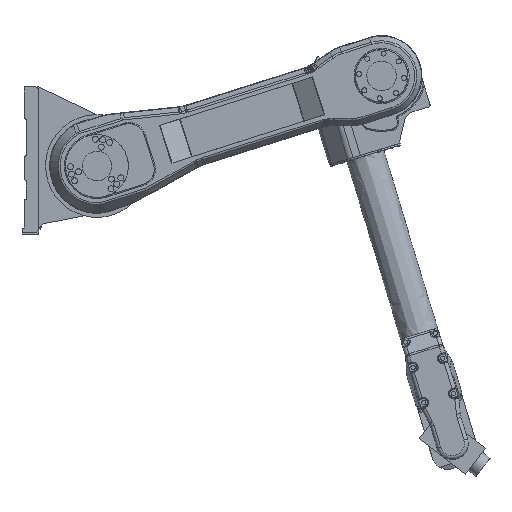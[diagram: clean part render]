
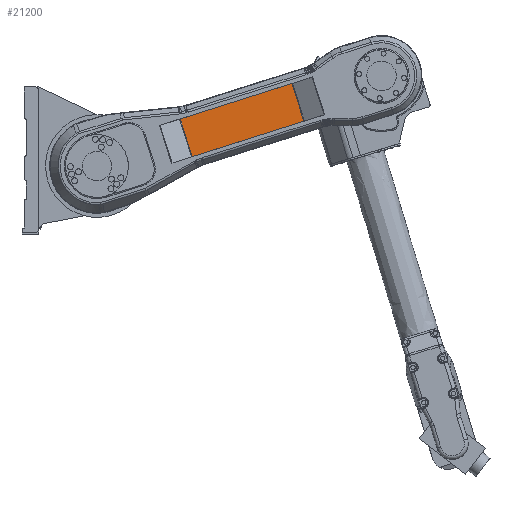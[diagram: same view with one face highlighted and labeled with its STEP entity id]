
A CAD part, left-side view. The second image highlights one B-rep face of the part: STEP entity #21200.
In plain terms, the highlighted free-form (B-spline) face has degree [1, 1] with [2, 2] control points.
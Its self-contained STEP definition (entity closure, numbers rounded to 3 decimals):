
#20928 = VERTEX_POINT('',#20929);
#20929 = CARTESIAN_POINT('',(3107.826,-787.304,
    -3063.833));
#20935 = EDGE_CURVE('',#20928,#20936,#20938,.T.);
#20936 = VERTEX_POINT('',#20937);
#20937 = CARTESIAN_POINT('',(3107.826,-472.36,
    -3163.454));
#20938 = B_SPLINE_CURVE_WITH_KNOTS('',1,(#20939,#20940),.UNSPECIFIED.,
  .F.,.F.,(2,2),(0.,302.392),.PIECEWISE_BEZIER_KNOTS.);
#20939 = CARTESIAN_POINT('',(3107.826,-787.304,
    -3063.833));
#20940 = CARTESIAN_POINT('',(3107.826,-472.36,
    -3163.454));
#21031 = VERTEX_POINT('',#21032);
#21032 = CARTESIAN_POINT('',(3107.826,-438.742,
    -3057.174));
#21038 = EDGE_CURVE('',#21039,#21031,#21041,.T.);
#21039 = VERTEX_POINT('',#21040);
#21040 = CARTESIAN_POINT('',(3107.826,-753.686,
    -2957.553));
#21041 = B_SPLINE_CURVE_WITH_KNOTS('',1,(#21042,#21043),.UNSPECIFIED.,
  .F.,.F.,(2,2),(0.,302.392),.PIECEWISE_BEZIER_KNOTS.);
#21042 = CARTESIAN_POINT('',(3107.826,-753.686,
    -2957.553));
#21043 = CARTESIAN_POINT('',(3107.826,-438.742,
    -3057.174));
#21188 = EDGE_CURVE('',#20928,#21039,#21189,.T.);
#21189 = B_SPLINE_CURVE_WITH_KNOTS('',1,(#21190,#21191),.UNSPECIFIED.,
  .F.,.F.,(2,2),(0.,102.045),.PIECEWISE_BEZIER_KNOTS.);
#21190 = CARTESIAN_POINT('',(3107.826,-787.304,
    -3063.833));
#21191 = CARTESIAN_POINT('',(3107.826,-753.686,
    -2957.553));
#21200 = ADVANCED_FACE('',(#21201),#21211,.F.);
#21201 = FACE_BOUND('',#21202,.T.);
#21202 = EDGE_LOOP('',(#21203,#21204,#21209,#21210));
#21203 = ORIENTED_EDGE('',*,*,#21038,.T.);
#21204 = ORIENTED_EDGE('',*,*,#21205,.F.);
#21205 = EDGE_CURVE('',#20936,#21031,#21206,.T.);
#21206 = B_SPLINE_CURVE_WITH_KNOTS('',1,(#21207,#21208),.UNSPECIFIED.,
  .F.,.F.,(2,2),(0.,102.045),.PIECEWISE_BEZIER_KNOTS.);
#21207 = CARTESIAN_POINT('',(3107.826,-472.36,
    -3163.454));
#21208 = CARTESIAN_POINT('',(3107.826,-438.742,
    -3057.174));
#21209 = ORIENTED_EDGE('',*,*,#20935,.F.);
#21210 = ORIENTED_EDGE('',*,*,#21188,.T.);
#21211 = B_SPLINE_SURFACE_WITH_KNOTS('',1,1,(
    (#21212,#21213)
    ,(#21214,#21215
    )),.UNSPECIFIED.,.F.,.F.,.F.,(2,2),(2,2),(0.,102.045),(
    -302.392,0.),.PIECEWISE_BEZIER_KNOTS.);
#21212 = CARTESIAN_POINT('',(3107.826,-472.36,
    -3163.454));
#21213 = CARTESIAN_POINT('',(3107.826,-787.304,
    -3063.833));
#21214 = CARTESIAN_POINT('',(3107.826,-438.742,
    -3057.174));
#21215 = CARTESIAN_POINT('',(3107.826,-753.686,
    -2957.553));
